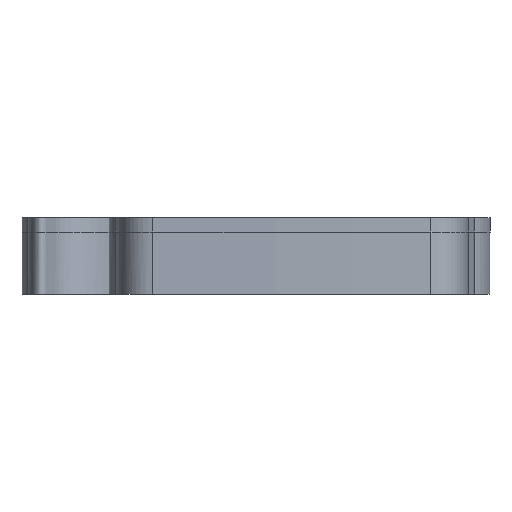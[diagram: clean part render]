
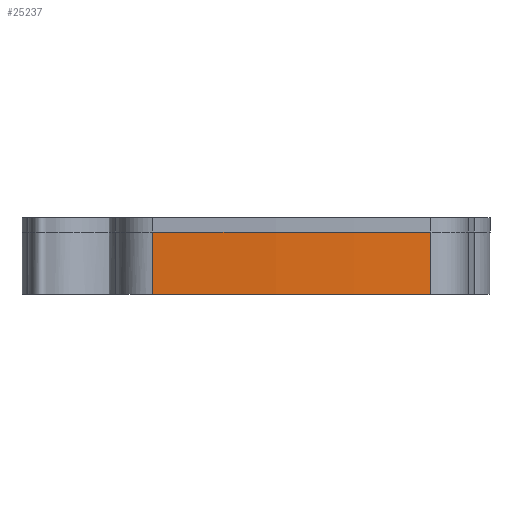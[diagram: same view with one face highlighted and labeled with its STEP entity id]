
A CAD part, front view. The second image highlights one B-rep face of the part: STEP entity #25237.
In plain terms, the highlighted free-form (B-spline) face has degree [5, 1] with [15, 2] control points.
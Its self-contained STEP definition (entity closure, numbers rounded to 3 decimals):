
#409=(
BOUNDED_CURVE()
B_SPLINE_CURVE(5,(#42860,#42861,#42862,#42863,#42864,#42865,#42866,#42867,
#42868,#42869,#42870,#42871,#42872,#42873,#42874),.UNSPECIFIED.,.F.,.F.)
B_SPLINE_CURVE_WITH_KNOTS((6,1,1,1,1,1,1,1,1,1,6),(0.,0.1,0.2,0.3,0.4,0.5,
0.6,0.7,0.8,0.9,1.),.UNSPECIFIED.)
CURVE()
GEOMETRIC_REPRESENTATION_ITEM()
RATIONAL_B_SPLINE_CURVE((1.,1.,1.,1.,1.,1.,1.,1.,1.,1.,1.,1.,1.,1.,1.))
REPRESENTATION_ITEM('')
);
#417=(
BOUNDED_CURVE()
B_SPLINE_CURVE(5,(#43157,#43158,#43159,#43160,#43161,#43162,#43163,#43164,
#43165,#43166,#43167,#43168,#43169,#43170,#43171),.UNSPECIFIED.,.F.,.F.)
B_SPLINE_CURVE_WITH_KNOTS((6,1,1,1,1,1,1,1,1,1,6),(0.,0.1,0.2,0.3,0.4,0.5,
0.6,0.7,0.8,0.9,1.),.UNSPECIFIED.)
CURVE()
GEOMETRIC_REPRESENTATION_ITEM()
RATIONAL_B_SPLINE_CURVE((1.,1.,1.,1.,1.,1.,1.,1.,1.,1.,1.,1.,1.,1.,1.))
REPRESENTATION_ITEM('')
);
#670=(
BOUNDED_SURFACE()
B_SPLINE_SURFACE(5,1,((#43126,#43127),(#43128,#43129),(#43130,#43131),(#43132,
#43133),(#43134,#43135),(#43136,#43137),(#43138,#43139),(#43140,#43141),
(#43142,#43143),(#43144,#43145),(#43146,#43147),(#43148,#43149),(#43150,
#43151),(#43152,#43153),(#43154,#43155)),.UNSPECIFIED.,.F.,.F.,.F.)
B_SPLINE_SURFACE_WITH_KNOTS((6,1,1,1,1,1,1,1,1,1,6),(2,2),(0.,0.1,0.2,0.3,
0.4,0.5,0.6,0.7,0.8,0.9,1.),(0.,1.3),.UNSPECIFIED.)
GEOMETRIC_REPRESENTATION_ITEM()
RATIONAL_B_SPLINE_SURFACE(((1.,1.),(1.,1.),(1.,1.),(1.,1.),(1.,1.),(1.,
1.),(1.,1.),(1.,1.),(1.,1.),(1.,1.),(1.,1.),(1.,1.),(1.,1.),(1.,1.),(1.,
1.)))
REPRESENTATION_ITEM('')
SURFACE()
);
#3342=FACE_OUTER_BOUND('',#4865,.T.);
#4865=EDGE_LOOP('',(#22589,#22590,#22591,#22592));
#7419=LINE('',#43125,#9998);
#7420=LINE('',#43172,#9999);
#9998=VECTOR('',#32781,10.);
#9999=VECTOR('',#32782,10.);
#12280=VERTEX_POINT('',#42848);
#12281=VERTEX_POINT('',#42859);
#12303=VERTEX_POINT('',#43114);
#12304=VERTEX_POINT('',#43156);
#15725=EDGE_CURVE('',#12280,#12281,#409,.T.);
#15761=EDGE_CURVE('',#12303,#12281,#7419,.T.);
#15762=EDGE_CURVE('',#12304,#12303,#417,.T.);
#15763=EDGE_CURVE('',#12304,#12280,#7420,.T.);
#22589=ORIENTED_EDGE('',*,*,#15762,.T.);
#22590=ORIENTED_EDGE('',*,*,#15761,.T.);
#22591=ORIENTED_EDGE('',*,*,#15725,.F.);
#22592=ORIENTED_EDGE('',*,*,#15763,.F.);
#25237=ADVANCED_FACE('',(#3342),#670,.T.);
#32781=DIRECTION('',(0.,0.,1.));
#32782=DIRECTION('',(0.,0.,1.));
#42848=CARTESIAN_POINT('',(-0.5,-8.,13.));
#42859=CARTESIAN_POINT('',(57.5,-8.,13.));
#42860=CARTESIAN_POINT('Ctrl Pts',(-0.5,-8.,
13.));
#42861=CARTESIAN_POINT('Ctrl Pts',(0.66,-8.076,13.));
#42862=CARTESIAN_POINT('Ctrl Pts',(2.98,-8.221,13.));
#42863=CARTESIAN_POINT('Ctrl Pts',(6.46,-8.419,13.));
#42864=CARTESIAN_POINT('Ctrl Pts',(11.1,-8.642,13.));
#42865=CARTESIAN_POINT('Ctrl Pts',(16.9,-8.849,13.));
#42866=CARTESIAN_POINT('Ctrl Pts',(22.7,-8.978,13.));
#42867=CARTESIAN_POINT('Ctrl Pts',(28.5,-9.022,13.));
#42868=CARTESIAN_POINT('Ctrl Pts',(34.3,-8.978,13.));
#42869=CARTESIAN_POINT('Ctrl Pts',(40.1,-8.849,13.));
#42870=CARTESIAN_POINT('Ctrl Pts',(45.9,-8.642,13.));
#42871=CARTESIAN_POINT('Ctrl Pts',(50.54,-8.419,13.));
#42872=CARTESIAN_POINT('Ctrl Pts',(54.02,-8.221,13.));
#42873=CARTESIAN_POINT('Ctrl Pts',(56.34,-8.076,13.));
#42874=CARTESIAN_POINT('Ctrl Pts',(57.5,-8.,13.));
#43114=CARTESIAN_POINT('',(57.5,-8.,0.));
#43125=CARTESIAN_POINT('',(57.5,-8.,0.));
#43126=CARTESIAN_POINT('Ctrl Pts',(-0.5,-8.,
0.));
#43127=CARTESIAN_POINT('Ctrl Pts',(-0.5,-8.,
13.));
#43128=CARTESIAN_POINT('Ctrl Pts',(0.66,-8.076,0.));
#43129=CARTESIAN_POINT('Ctrl Pts',(0.66,-8.076,13.));
#43130=CARTESIAN_POINT('Ctrl Pts',(2.98,-8.221,0.));
#43131=CARTESIAN_POINT('Ctrl Pts',(2.98,-8.221,13.));
#43132=CARTESIAN_POINT('Ctrl Pts',(6.46,-8.419,0.));
#43133=CARTESIAN_POINT('Ctrl Pts',(6.46,-8.419,13.));
#43134=CARTESIAN_POINT('Ctrl Pts',(11.1,-8.642,0.));
#43135=CARTESIAN_POINT('Ctrl Pts',(11.1,-8.642,13.));
#43136=CARTESIAN_POINT('Ctrl Pts',(16.9,-8.849,0.));
#43137=CARTESIAN_POINT('Ctrl Pts',(16.9,-8.849,13.));
#43138=CARTESIAN_POINT('Ctrl Pts',(22.7,-8.978,0.));
#43139=CARTESIAN_POINT('Ctrl Pts',(22.7,-8.978,13.));
#43140=CARTESIAN_POINT('Ctrl Pts',(28.5,-9.022,0.));
#43141=CARTESIAN_POINT('Ctrl Pts',(28.5,-9.022,13.));
#43142=CARTESIAN_POINT('Ctrl Pts',(34.3,-8.978,0.));
#43143=CARTESIAN_POINT('Ctrl Pts',(34.3,-8.978,13.));
#43144=CARTESIAN_POINT('Ctrl Pts',(40.1,-8.849,0.));
#43145=CARTESIAN_POINT('Ctrl Pts',(40.1,-8.849,13.));
#43146=CARTESIAN_POINT('Ctrl Pts',(45.9,-8.642,0.));
#43147=CARTESIAN_POINT('Ctrl Pts',(45.9,-8.642,13.));
#43148=CARTESIAN_POINT('Ctrl Pts',(50.54,-8.419,0.));
#43149=CARTESIAN_POINT('Ctrl Pts',(50.54,-8.419,13.));
#43150=CARTESIAN_POINT('Ctrl Pts',(54.02,-8.221,0.));
#43151=CARTESIAN_POINT('Ctrl Pts',(54.02,-8.221,13.));
#43152=CARTESIAN_POINT('Ctrl Pts',(56.34,-8.076,0.));
#43153=CARTESIAN_POINT('Ctrl Pts',(56.34,-8.076,13.));
#43154=CARTESIAN_POINT('Ctrl Pts',(57.5,-8.,0.));
#43155=CARTESIAN_POINT('Ctrl Pts',(57.5,-8.,13.));
#43156=CARTESIAN_POINT('',(-0.5,-8.,0.));
#43157=CARTESIAN_POINT('Ctrl Pts',(-0.5,-8.,
0.));
#43158=CARTESIAN_POINT('Ctrl Pts',(0.66,-8.076,0.));
#43159=CARTESIAN_POINT('Ctrl Pts',(2.98,-8.221,0.));
#43160=CARTESIAN_POINT('Ctrl Pts',(6.46,-8.419,0.));
#43161=CARTESIAN_POINT('Ctrl Pts',(11.1,-8.642,0.));
#43162=CARTESIAN_POINT('Ctrl Pts',(16.9,-8.849,0.));
#43163=CARTESIAN_POINT('Ctrl Pts',(22.7,-8.978,0.));
#43164=CARTESIAN_POINT('Ctrl Pts',(28.5,-9.022,0.));
#43165=CARTESIAN_POINT('Ctrl Pts',(34.3,-8.978,0.));
#43166=CARTESIAN_POINT('Ctrl Pts',(40.1,-8.849,0.));
#43167=CARTESIAN_POINT('Ctrl Pts',(45.9,-8.642,0.));
#43168=CARTESIAN_POINT('Ctrl Pts',(50.54,-8.419,0.));
#43169=CARTESIAN_POINT('Ctrl Pts',(54.02,-8.221,0.));
#43170=CARTESIAN_POINT('Ctrl Pts',(56.34,-8.076,0.));
#43171=CARTESIAN_POINT('Ctrl Pts',(57.5,-8.,0.));
#43172=CARTESIAN_POINT('',(-0.5,-8.,0.));
